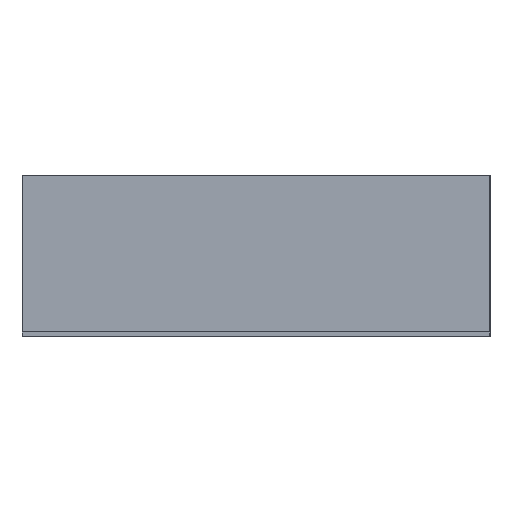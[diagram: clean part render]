
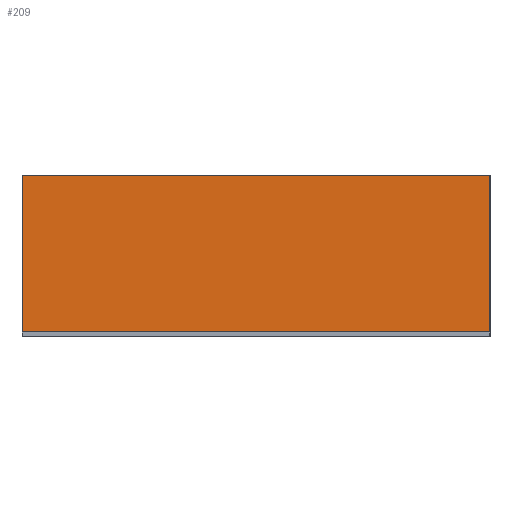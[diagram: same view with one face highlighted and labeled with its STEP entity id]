
A CAD part, front view. The second image highlights one B-rep face of the part: STEP entity #209.
In plain terms, the highlighted face is planar.
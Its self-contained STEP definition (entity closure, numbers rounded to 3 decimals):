
#34 = CARTESIAN_POINT ( 'NONE',  ( 3., 100., 290. ) ) ;
#44 = CARTESIAN_POINT ( 'NONE',  ( 3., -94., 290. ) ) ;
#133 = CARTESIAN_POINT ( 'NONE',  ( 3., 0., 0. ) ) ;
#152 = CARTESIAN_POINT ( 'NONE',  ( 3., 100., -290. ) ) ;
#183 = VERTEX_POINT ( 'NONE', #867 ) ;
#203 = CARTESIAN_POINT ( 'NONE',  ( 3., 100., -290. ) ) ;
#209 = ADVANCED_FACE ( 'NONE', ( #673 ), #367, .T. ) ;
#323 = LINE ( 'NONE', #152, #613 ) ;
#333 = VECTOR ( 'NONE', #1048, 1000. ) ;
#365 = ORIENTED_EDGE ( 'NONE', *, *, #490, .F. ) ;
#367 = PLANE ( 'NONE',  #1029 ) ;
#400 = CARTESIAN_POINT ( 'NONE',  ( 3., -94., -290. ) ) ;
#490 = EDGE_CURVE ( 'NONE', #1018, #1089, #323, .T. ) ;
#517 = EDGE_LOOP ( 'NONE', ( #740, #365, #751, #944 ) ) ;
#526 = LINE ( 'NONE', #795, #761 ) ;
#545 = LINE ( 'NONE', #44, #333 ) ;
#569 = LINE ( 'NONE', #672, #850 ) ;
#613 = VECTOR ( 'NONE', #825, 1000. ) ;
#629 = EDGE_CURVE ( 'NONE', #1089, #183, #545, .T. ) ;
#672 = CARTESIAN_POINT ( 'NONE',  ( 3., 100., 290. ) ) ;
#673 = FACE_OUTER_BOUND ( 'NONE', #517, .T. ) ;
#709 = DIRECTION ( 'NONE',  ( 0., 0., -1. ) ) ;
#740 = ORIENTED_EDGE ( 'NONE', *, *, #629, .F. ) ;
#751 = ORIENTED_EDGE ( 'NONE', *, *, #897, .F. ) ;
#761 = VECTOR ( 'NONE', #788, 1000. ) ;
#764 = EDGE_CURVE ( 'NONE', #1023, #183, #569, .T. ) ;
#788 = DIRECTION ( 'NONE',  ( 0., 0., -1. ) ) ;
#795 = CARTESIAN_POINT ( 'NONE',  ( 3., 100., 290. ) ) ;
#825 = DIRECTION ( 'NONE',  ( 0., -1., 0. ) ) ;
#850 = VECTOR ( 'NONE', #928, 1000. ) ;
#867 = CARTESIAN_POINT ( 'NONE',  ( 3., -94., 290. ) ) ;
#897 = EDGE_CURVE ( 'NONE', #1023, #1018, #526, .T. ) ;
#928 = DIRECTION ( 'NONE',  ( 0., -1., 0. ) ) ;
#944 = ORIENTED_EDGE ( 'NONE', *, *, #764, .T. ) ;
#973 = DIRECTION ( 'NONE',  ( 1., 0., 0. ) ) ;
#1018 = VERTEX_POINT ( 'NONE', #203 ) ;
#1023 = VERTEX_POINT ( 'NONE', #34 ) ;
#1029 = AXIS2_PLACEMENT_3D ( 'NONE', #133, #973, #709 ) ;
#1048 = DIRECTION ( 'NONE',  ( 0., 0., 1. ) ) ;
#1089 = VERTEX_POINT ( 'NONE', #400 ) ;
